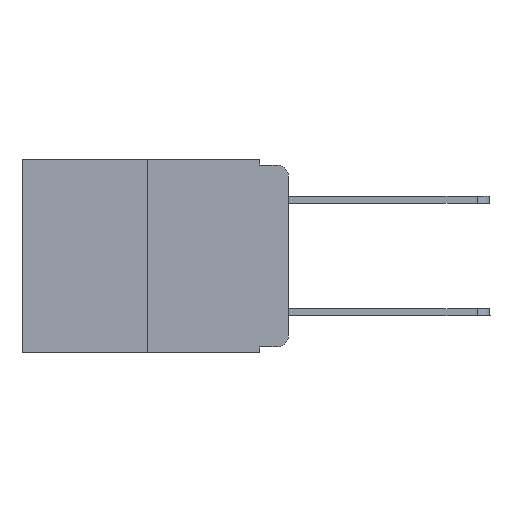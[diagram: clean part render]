
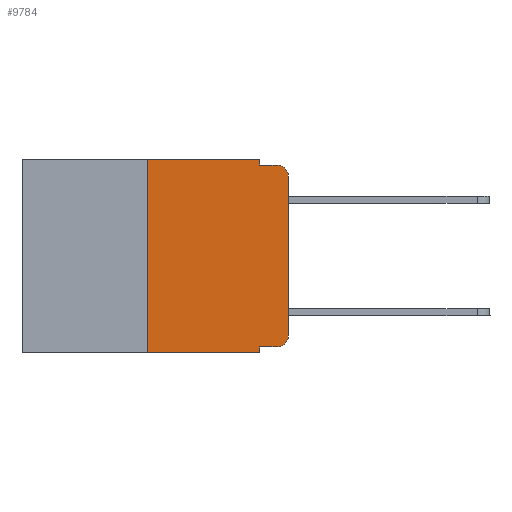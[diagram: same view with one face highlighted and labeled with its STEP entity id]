
A CAD part, left-side view. The second image highlights one B-rep face of the part: STEP entity #9784.
In plain terms, the highlighted planar face has unit normal (-1, 0, 0).
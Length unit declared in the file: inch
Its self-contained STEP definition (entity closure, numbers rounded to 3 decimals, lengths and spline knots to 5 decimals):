
#27 = EDGE_CURVE ( 'NONE', #8929, #5204, #18543, .T. ) ;
#455 = VERTEX_POINT ( 'NONE', #6278 ) ;
#546 = CARTESIAN_POINT ( 'NONE',  ( 0., 0.02, -0.03 ) ) ;
#1001 = PLANE ( 'NONE',  #7517 ) ;
#1117 = VECTOR ( 'NONE', #16427, 39.37008 ) ;
#1127 = CARTESIAN_POINT ( 'NONE',  ( 0., 0.02, -0.313 ) ) ;
#1485 = CARTESIAN_POINT ( 'NONE',  ( 0., 0.473, 0. ) ) ;
#1604 = LINE ( 'NONE', #17229, #1117 ) ;
#1655 = LINE ( 'NONE', #11255, #11332 ) ;
#1752 = VECTOR ( 'NONE', #3050, 39.37008 ) ;
#1840 = DIRECTION ( 'NONE',  ( 0., 0., -1. ) ) ;
#2050 = DIRECTION ( 'NONE',  ( -1., 0., 0. ) ) ;
#2170 = ORIENTED_EDGE ( 'NONE', *, *, #10346, .T. ) ;
#2247 = ORIENTED_EDGE ( 'NONE', *, *, #8645, .F. ) ;
#2550 = CARTESIAN_POINT ( 'NONE',  ( 0., 0.473, 0. ) ) ;
#2572 = VERTEX_POINT ( 'NONE', #12210 ) ;
#2600 = DIRECTION ( 'NONE',  ( -1., 0., 0. ) ) ;
#2700 = CIRCLE ( 'NONE', #9825, 0.02 ) ;
#2907 = VERTEX_POINT ( 'NONE', #5581 ) ;
#3050 = DIRECTION ( 'NONE',  ( 0., -1., 0. ) ) ;
#3091 = VERTEX_POINT ( 'NONE', #6564 ) ;
#4048 = ORIENTED_EDGE ( 'NONE', *, *, #12439, .T. ) ;
#4154 = DIRECTION ( 'NONE',  ( 0., 0., -1. ) ) ;
#4839 = DIRECTION ( 'NONE',  ( 0., -1., 0. ) ) ;
#4850 = VERTEX_POINT ( 'NONE', #6542 ) ;
#4924 = VERTEX_POINT ( 'NONE', #17314 ) ;
#5204 = VERTEX_POINT ( 'NONE', #16143 ) ;
#5367 = DIRECTION ( 'NONE',  ( 0., 0., 1. ) ) ;
#5411 = VECTOR ( 'NONE', #1840, 39.37008 ) ;
#5581 = CARTESIAN_POINT ( 'NONE',  ( 0., 0., -0.313 ) ) ;
#5779 = EDGE_CURVE ( 'NONE', #2907, #2572, #1655, .T. ) ;
#6278 = CARTESIAN_POINT ( 'NONE',  ( 0., 0.051, -0.01 ) ) ;
#6441 = LINE ( 'NONE', #14663, #10754 ) ;
#6498 = CIRCLE ( 'NONE', #16077, 0.02 ) ;
#6542 = CARTESIAN_POINT ( 'NONE',  ( 0., 0.051, 0. ) ) ;
#6564 = CARTESIAN_POINT ( 'NONE',  ( 0., 0.02, -0.333 ) ) ;
#7359 = CARTESIAN_POINT ( 'NONE',  ( 0., 0.02, -0.01 ) ) ;
#7377 = VERTEX_POINT ( 'NONE', #7704 ) ;
#7517 = AXIS2_PLACEMENT_3D ( 'NONE', #2550, #10179, #10440 ) ;
#7704 = CARTESIAN_POINT ( 'NONE',  ( 0., 0.25, 0. ) ) ;
#7941 = CARTESIAN_POINT ( 'NONE',  ( 0., 0.473, -0.343 ) ) ;
#8048 = ORIENTED_EDGE ( 'NONE', *, *, #9976, .F. ) ;
#8368 = CARTESIAN_POINT ( 'NONE',  ( 0., 0.051, -0.01 ) ) ;
#8563 = LINE ( 'NONE', #10767, #17322 ) ;
#8587 = LINE ( 'NONE', #8368, #17827 ) ;
#8645 = EDGE_CURVE ( 'NONE', #4850, #455, #13872, .T. ) ;
#8929 = VERTEX_POINT ( 'NONE', #18817 ) ;
#9784 = ADVANCED_FACE ( 'NONE', ( #19715 ), #1001, .F. ) ;
#9825 = AXIS2_PLACEMENT_3D ( 'NONE', #1127, #2600, #4154 ) ;
#9956 = ORIENTED_EDGE ( 'NONE', *, *, #13750, .F. ) ;
#9976 = EDGE_CURVE ( 'NONE', #7377, #4850, #14557, .T. ) ;
#10179 = DIRECTION ( 'NONE',  ( 1., 0., 0. ) ) ;
#10346 = EDGE_CURVE ( 'NONE', #3091, #2907, #2700, .T. ) ;
#10440 = DIRECTION ( 'NONE',  ( 0., 0., -1. ) ) ;
#10754 = VECTOR ( 'NONE', #18021, 39.37008 ) ;
#10767 = CARTESIAN_POINT ( 'NONE',  ( 0., 0.051, 0. ) ) ;
#11255 = CARTESIAN_POINT ( 'NONE',  ( 0., 0., 0. ) ) ;
#11332 = VECTOR ( 'NONE', #5367, 39.37008 ) ;
#12210 = CARTESIAN_POINT ( 'NONE',  ( 0., 0., -0.03 ) ) ;
#12439 = EDGE_CURVE ( 'NONE', #2572, #14541, #6498, .T. ) ;
#12544 = CARTESIAN_POINT ( 'NONE',  ( 0., 0.051, 0. ) ) ;
#12807 = ORIENTED_EDGE ( 'NONE', *, *, #13805, .T. ) ;
#12867 = DIRECTION ( 'NONE',  ( 0., 0., -1. ) ) ;
#13156 = EDGE_LOOP ( 'NONE', ( #18616, #4048, #9956, #2247, #8048, #17421, #18904, #16390, #12807, #2170 ) ) ;
#13344 = EDGE_CURVE ( 'NONE', #8929, #7377, #1604, .T. ) ;
#13750 = EDGE_CURVE ( 'NONE', #455, #14541, #8587, .T. ) ;
#13805 = EDGE_CURVE ( 'NONE', #4924, #3091, #6441, .T. ) ;
#13872 = LINE ( 'NONE', #12544, #5411 ) ;
#14031 = EDGE_CURVE ( 'NONE', #4924, #5204, #8563, .T. ) ;
#14395 = DIRECTION ( 'NONE',  ( 0., -1., 0. ) ) ;
#14541 = VERTEX_POINT ( 'NONE', #7359 ) ;
#14557 = LINE ( 'NONE', #1485, #1752 ) ;
#14663 = CARTESIAN_POINT ( 'NONE',  ( 0., 0.051, -0.333 ) ) ;
#15077 = VECTOR ( 'NONE', #4839, 39.37008 ) ;
#16077 = AXIS2_PLACEMENT_3D ( 'NONE', #546, #2050, #12867 ) ;
#16143 = CARTESIAN_POINT ( 'NONE',  ( 0., 0.051, -0.343 ) ) ;
#16390 = ORIENTED_EDGE ( 'NONE', *, *, #14031, .F. ) ;
#16427 = DIRECTION ( 'NONE',  ( 0., 0., 1. ) ) ;
#16903 = DIRECTION ( 'NONE',  ( 0., 0., -1. ) ) ;
#17229 = CARTESIAN_POINT ( 'NONE',  ( 0., 0.25, 0. ) ) ;
#17314 = CARTESIAN_POINT ( 'NONE',  ( 0., 0.051, -0.333 ) ) ;
#17322 = VECTOR ( 'NONE', #16903, 39.37008 ) ;
#17421 = ORIENTED_EDGE ( 'NONE', *, *, #13344, .F. ) ;
#17827 = VECTOR ( 'NONE', #14395, 39.37008 ) ;
#18021 = DIRECTION ( 'NONE',  ( 0., -1., 0. ) ) ;
#18543 = LINE ( 'NONE', #7941, #15077 ) ;
#18616 = ORIENTED_EDGE ( 'NONE', *, *, #5779, .T. ) ;
#18817 = CARTESIAN_POINT ( 'NONE',  ( 0., 0.25, -0.343 ) ) ;
#18904 = ORIENTED_EDGE ( 'NONE', *, *, #27, .T. ) ;
#19715 = FACE_OUTER_BOUND ( 'NONE', #13156, .T. ) ;
